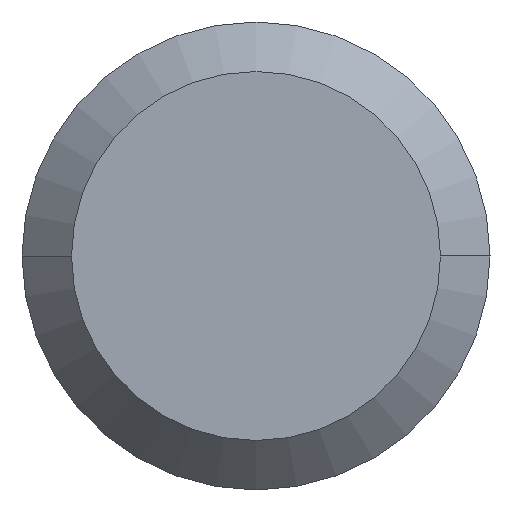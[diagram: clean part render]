
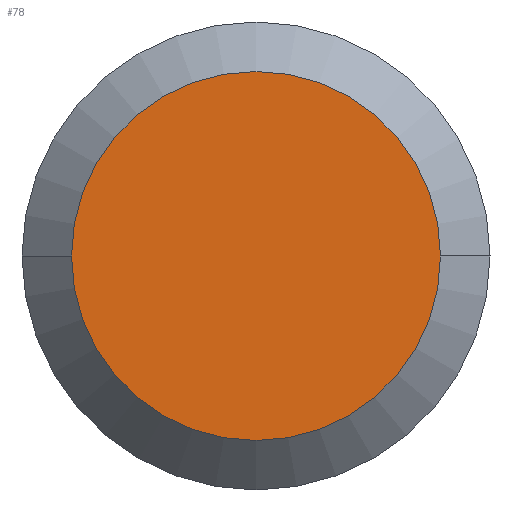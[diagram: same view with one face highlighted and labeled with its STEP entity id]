
A CAD part, left-side view. The second image highlights one B-rep face of the part: STEP entity #78.
In plain terms, the highlighted planar face has unit normal (-1, 0, 0).
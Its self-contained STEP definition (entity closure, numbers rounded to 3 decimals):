
#43 = EDGE_LOOP ( 'NONE', ( #122, #62 ) ) ;
#56 = CARTESIAN_POINT ( 'NONE',  ( 0., -2.365, 0. ) ) ;
#58 = CARTESIAN_POINT ( 'NONE',  ( 0., 0., 0. ) ) ;
#62 = ORIENTED_EDGE ( 'NONE', *, *, #299, .F. ) ;
#78 = ADVANCED_FACE ( 'NONE', ( #412 ), #396, .T. ) ;
#92 = DIRECTION ( 'NONE',  ( 0., 1., 0. ) ) ;
#115 = AXIS2_PLACEMENT_3D ( 'NONE', #58, #237, #471 ) ;
#122 = ORIENTED_EDGE ( 'NONE', *, *, #334, .F. ) ;
#181 = DIRECTION ( 'NONE',  ( 1., 0., 0. ) ) ;
#209 = DIRECTION ( 'NONE',  ( -1., 0., 0. ) ) ;
#228 = AXIS2_PLACEMENT_3D ( 'NONE', #464, #181, #92 ) ;
#237 = DIRECTION ( 'NONE',  ( 1., 0., 0. ) ) ;
#299 = EDGE_CURVE ( 'NONE', #350, #459, #318, .T. ) ;
#318 = CIRCLE ( 'NONE', #115, 2.365 ) ;
#334 = EDGE_CURVE ( 'NONE', #459, #350, #443, .T. ) ;
#344 = AXIS2_PLACEMENT_3D ( 'NONE', #450, #209, #572 ) ;
#350 = VERTEX_POINT ( 'NONE', #56 ) ;
#373 = CARTESIAN_POINT ( 'NONE',  ( 0., 2.365, 0. ) ) ;
#396 = PLANE ( 'NONE',  #344 ) ;
#412 = FACE_OUTER_BOUND ( 'NONE', #43, .T. ) ;
#443 = CIRCLE ( 'NONE', #228, 2.365 ) ;
#450 = CARTESIAN_POINT ( 'NONE',  ( 0., 0., 0. ) ) ;
#459 = VERTEX_POINT ( 'NONE', #373 ) ;
#464 = CARTESIAN_POINT ( 'NONE',  ( 0., 0., 0. ) ) ;
#471 = DIRECTION ( 'NONE',  ( 0., 1., 0. ) ) ;
#572 = DIRECTION ( 'NONE',  ( 0., -1., 0. ) ) ;
